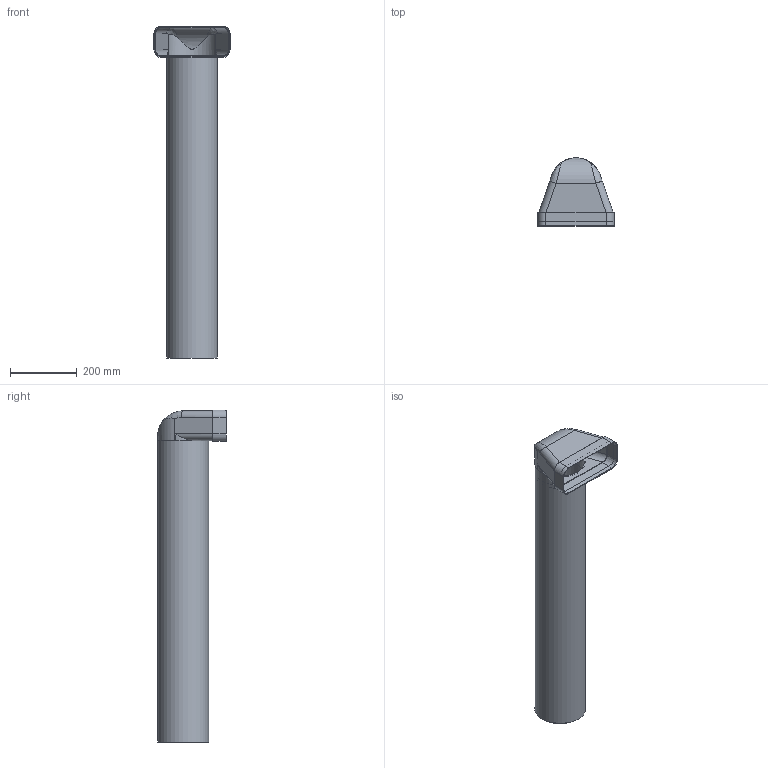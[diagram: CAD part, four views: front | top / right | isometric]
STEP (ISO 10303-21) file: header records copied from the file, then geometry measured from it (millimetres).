
FILE_DESCRIPTION(('STEP AP203'),'1');
FILE_NAME('ck mit Rundrohr 900mm.STP','2019-12-05T14:52:31',(' '),(' '),'Spatial InterOp 3D',' ',' ');
FILE_SCHEMA(('CONFIG_CONTROL_DESIGN'));
Length unit declared in the file: millimetre
Products named in the file (1): 1
Bounding box: 227 x 204.3 x 991.5 mm (x, y, z)
Volume: 987815.4 mm3; surface area: 1067936.7 mm2
Topology: 3 solids, 3 shells, 72 faces, 175 edges, 111 vertices
Faces by surface type: cylinder 27, plane 26, cone 10, torus 5, bspline 4
Full cylindrical faces by diameter (mm): 143 x1, 148 x1, 151.6 x1
Entity records: 4069 total; most frequent: CARTESIAN_POINT 2333, DIRECTION 358, ORIENTED_EDGE 336, EDGE_CURVE 168, AXIS2_PLACEMENT_3D 134, VERTEX_POINT 110, LINE 90, VECTOR 90
